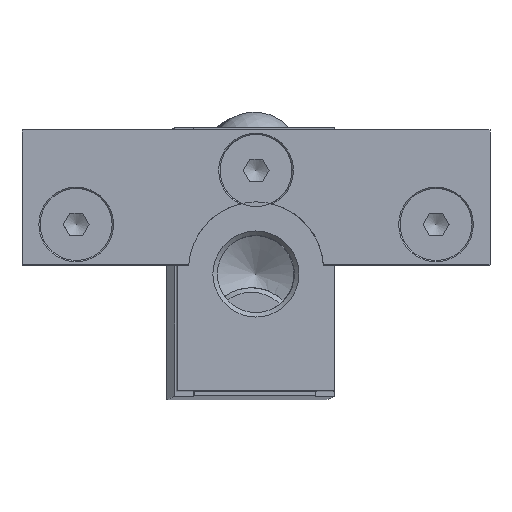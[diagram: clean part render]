
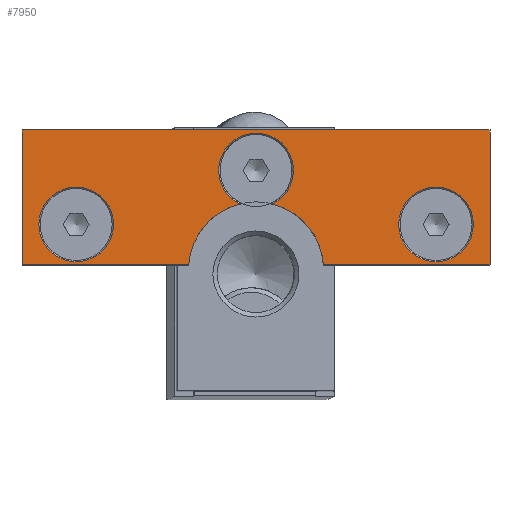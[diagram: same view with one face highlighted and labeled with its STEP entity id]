
A CAD part, top view. The second image highlights one B-rep face of the part: STEP entity #7950.
In plain terms, the highlighted planar face has unit normal (0.004, 0, 1).
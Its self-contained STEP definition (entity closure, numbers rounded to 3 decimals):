
#240=FACE_BOUND('',#2051,.T.);
#241=FACE_BOUND('',#2052,.T.);
#401=PLANE('',#8740);
#695=LINE('',#13464,#1097);
#696=LINE('',#13466,#1098);
#697=LINE('',#13468,#1099);
#698=LINE('',#13470,#1100);
#699=LINE('',#13471,#1101);
#1097=VECTOR('',#10472,10.);
#1098=VECTOR('',#10473,10.);
#1099=VECTOR('',#10474,10.);
#1100=VECTOR('',#10475,10.);
#1101=VECTOR('',#10476,10.);
#1632=FACE_OUTER_BOUND('',#2050,.T.);
#2050=EDGE_LOOP('',(#5991,#5992,#5993,#5994,#5995,#5996,#5997,#5998));
#2051=EDGE_LOOP('',(#5999));
#2052=EDGE_LOOP('',(#6000));
#2612=CIRCLE('',#8707,7.5);
#2614=CIRCLE('',#8709,7.5);
#2628=CIRCLE('',#8739,4.15);
#2629=CIRCLE('',#8741,4.15);
#2630=CIRCLE('',#8742,4.15);
#3354=VERTEX_POINT('',#13329);
#3355=VERTEX_POINT('',#13334);
#3358=VERTEX_POINT('',#13340);
#3359=VERTEX_POINT('',#13342);
#3395=VERTEX_POINT('',#13458);
#3396=VERTEX_POINT('',#13463);
#3397=VERTEX_POINT('',#13465);
#3398=VERTEX_POINT('',#13467);
#3399=VERTEX_POINT('',#13469);
#3400=VERTEX_POINT('',#13472);
#4333=EDGE_CURVE('',#3355,#3354,#2612,.T.);
#4337=EDGE_CURVE('',#3359,#3358,#2614,.T.);
#4384=EDGE_CURVE('',#3395,#3395,#2628,.T.);
#4386=EDGE_CURVE('',#3359,#3354,#2629,.T.);
#4387=EDGE_CURVE('',#3358,#3396,#695,.T.);
#4388=EDGE_CURVE('',#3396,#3397,#696,.T.);
#4389=EDGE_CURVE('',#3397,#3398,#697,.T.);
#4390=EDGE_CURVE('',#3398,#3399,#698,.T.);
#4391=EDGE_CURVE('',#3399,#3355,#699,.T.);
#4392=EDGE_CURVE('',#3400,#3400,#2630,.T.);
#5991=ORIENTED_EDGE('',*,*,#4386,.F.);
#5992=ORIENTED_EDGE('',*,*,#4337,.T.);
#5993=ORIENTED_EDGE('',*,*,#4387,.T.);
#5994=ORIENTED_EDGE('',*,*,#4388,.T.);
#5995=ORIENTED_EDGE('',*,*,#4389,.T.);
#5996=ORIENTED_EDGE('',*,*,#4390,.T.);
#5997=ORIENTED_EDGE('',*,*,#4391,.T.);
#5998=ORIENTED_EDGE('',*,*,#4333,.T.);
#5999=ORIENTED_EDGE('',*,*,#4392,.F.);
#6000=ORIENTED_EDGE('',*,*,#4384,.F.);
#7950=ADVANCED_FACE('',(#1632,#240,#241),#401,.T.);
#8707=AXIS2_PLACEMENT_3D('',#13335,#10374,#10375);
#8709=AXIS2_PLACEMENT_3D('',#13343,#10380,#10381);
#8739=AXIS2_PLACEMENT_3D('',#13459,#10465,#10466);
#8740=AXIS2_PLACEMENT_3D('',#13461,#10468,#10469);
#8741=AXIS2_PLACEMENT_3D('',#13462,#10470,#10471);
#8742=AXIS2_PLACEMENT_3D('',#13473,#10477,#10478);
#10374=DIRECTION('center_axis',(-0.004,0.,
-1.));
#10375=DIRECTION('ref_axis',(0.998,0.067,-0.004));
#10380=DIRECTION('center_axis',(-0.004,0.,
-1.));
#10381=DIRECTION('ref_axis',(0.998,0.067,-0.004));
#10465=DIRECTION('center_axis',(0.004,0.,
1.));
#10466=DIRECTION('ref_axis',(-1.,0.,0.004));
#10468=DIRECTION('center_axis',(0.004,0.,
1.));
#10469=DIRECTION('ref_axis',(1.,0.,-0.004));
#10470=DIRECTION('center_axis',(0.004,0.,
1.));
#10471=DIRECTION('ref_axis',(-1.,0.,0.004));
#10472=DIRECTION('',(1.,0.,-0.004));
#10473=DIRECTION('',(0.,1.,0.));
#10474=DIRECTION('',(-1.,0.,0.004));
#10475=DIRECTION('',(0.,-1.,0.));
#10476=DIRECTION('',(1.,0.,-0.004));
#10477=DIRECTION('center_axis',(0.004,0.,
1.));
#10478=DIRECTION('ref_axis',(-1.,0.,0.004));
#13329=CARTESIAN_POINT('',(-27.359,14.87,50.578));
#13334=CARTESIAN_POINT('',(-33.015,8.096,50.599));
#13335=CARTESIAN_POINT('Origin',(-25.531,7.596,50.571));
#13340=CARTESIAN_POINT('',(-18.048,8.096,50.543));
#13342=CARTESIAN_POINT('',(-23.704,14.87,50.564));
#13343=CARTESIAN_POINT('Origin',(-25.531,7.596,50.571));
#13458=CARTESIAN_POINT('',(-1.381,12.596,50.48));
#13459=CARTESIAN_POINT('Origin',(-5.531,12.596,50.495));
#13461=CARTESIAN_POINT('Origin',(-25.531,16.045,50.571));
#13462=CARTESIAN_POINT('Origin',(-25.531,18.596,50.571));
#13463=CARTESIAN_POINT('',(0.468,8.096,50.473));
#13464=CARTESIAN_POINT('',(0.468,8.096,50.473));
#13465=CARTESIAN_POINT('',(0.468,23.096,50.473));
#13466=CARTESIAN_POINT('',(0.468,23.096,50.473));
#13467=CARTESIAN_POINT('',(-51.531,23.096,50.67));
#13468=CARTESIAN_POINT('',(-51.531,23.096,50.67));
#13469=CARTESIAN_POINT('',(-51.531,8.096,50.67));
#13470=CARTESIAN_POINT('',(-51.531,8.096,50.67));
#13471=CARTESIAN_POINT('',(-33.015,8.096,50.599));
#13472=CARTESIAN_POINT('',(-41.381,12.596,50.631));
#13473=CARTESIAN_POINT('Origin',(-45.531,12.596,50.647));
